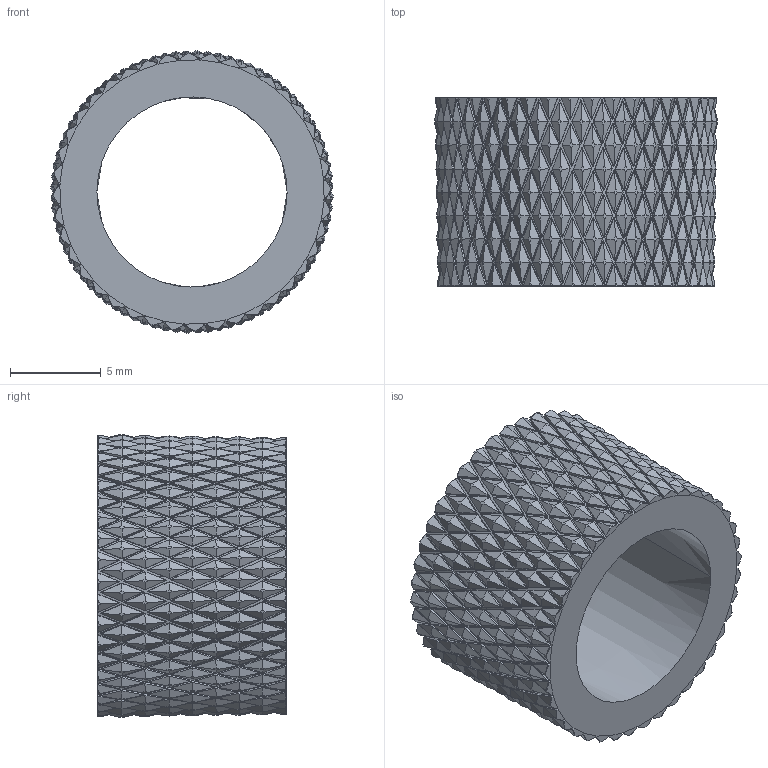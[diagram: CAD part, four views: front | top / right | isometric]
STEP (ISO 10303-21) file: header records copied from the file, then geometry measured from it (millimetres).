
FILE_DESCRIPTION(/* description */ (''),/* implementation_level */ '2;1');
FILE_NAME(/* name */ 'Baton mécanique - Douille du bas',/* time_stamp */ '2022-02-09T10:25:29+01:00',/* author */ (''),/* organization */ (''),/* preprocessor_version */ 'ST-DEVELOPER v16.5',/* originating_system */ 'Rhino 7.14',/* authorisation */ '');
FILE_SCHEMA (('AUTOMOTIVE_DESIGN'));
Products named in the file (1): Document
Bounding box: 15.58 x 10.4 x 15.58 mm (x, y, z)
Volume: 924.9 mm3; surface area: 1251.7 mm2
Topology: 1 solids, 1 shells, 3366 faces, 7694 edges, 4596 vertices
Faces by surface type: plane 1882, bspline 1484
Entity records: 86653 total; most frequent: CARTESIAN_POINT 33758, ORIENTED_EDGE 15388, EDGE_CURVE 7694, B_SPLINE_CURVE_WITH_KNOTS 7472, VERTEX_POINT 4596, EDGE_LOOP 3634, ADVANCED_FACE 3366, FACE_OUTER_BOUND 3366
